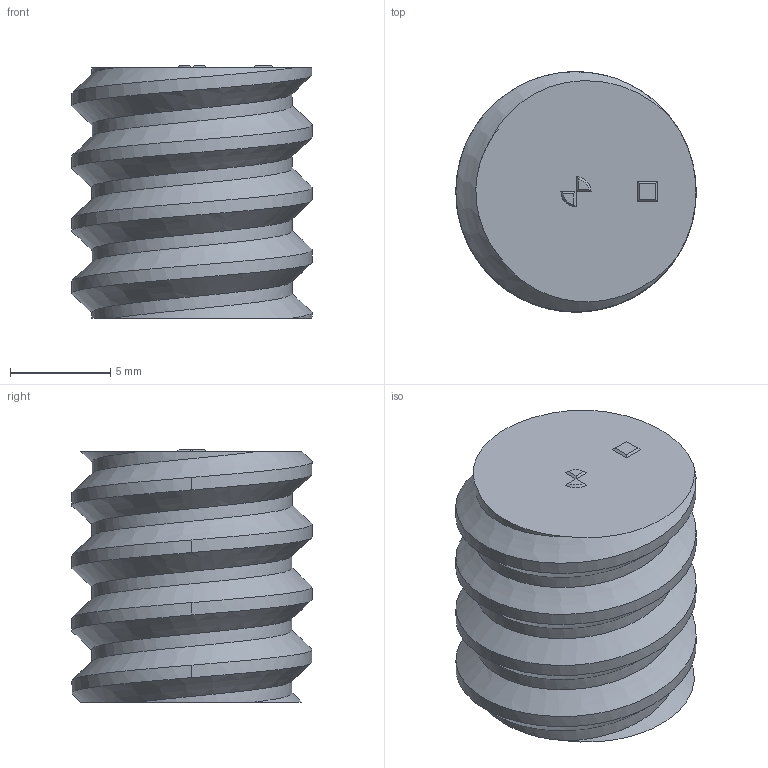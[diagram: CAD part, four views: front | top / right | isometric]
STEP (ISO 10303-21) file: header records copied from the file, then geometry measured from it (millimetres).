
FILE_DESCRIPTION(/* description */ (''),/* implementation_level */ '2;1');
FILE_NAME(/* name */ 'BL Simple 12.5 Mark_Negative.step',/* time_stamp */ '2025-07-06T18:16:25+02:00',/* author */ (''),/* organization */ (''),/* preprocessor_version */ 'ST-DEVELOPER v20.1',/* originating_system */ 'Autodesk Translation Framework v14.10.0.0',/* authorisation */ '');
FILE_SCHEMA (('AUTOMOTIVE_DESIGN { 1 0 10303 214 3 1 1 }'));
Length unit declared in the file: millimetre
Products named in the file (1): BL Simple 20 Mark
Bounding box: 12 x 12 x 12.6 mm (x, y, z)
Volume: 1193.6 mm3; surface area: 743.8 mm2
Topology: 1 solids, 1 shells, 23 faces, 54 edges, 35 vertices
Faces by surface type: plane 13, cylinder 5, bspline 3, cone 2
Full cylindrical faces by diameter (mm): 12 x3
Entity records: 2165 total; most frequent: CARTESIAN_POINT 1645, ORIENTED_EDGE 108, DIRECTION 80, EDGE_CURVE 54, VERTEX_POINT 35, AXIS2_PLACEMENT_3D 27, LINE 26, VECTOR 26
